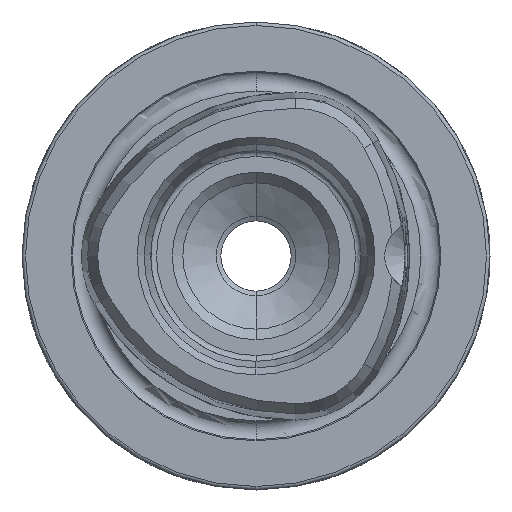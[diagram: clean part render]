
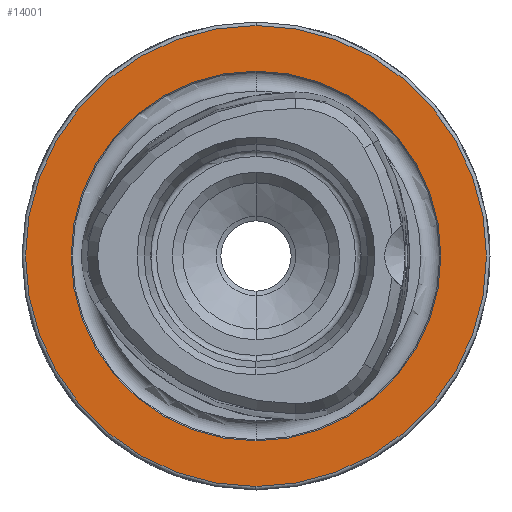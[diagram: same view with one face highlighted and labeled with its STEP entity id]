
A CAD part, left-side view. The second image highlights one B-rep face of the part: STEP entity #14001.
In plain terms, the highlighted planar face has unit normal (-1, 0, 0).
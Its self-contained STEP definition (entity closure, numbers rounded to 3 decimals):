
#122 = DIRECTION ( 'NONE',  ( 0., 0., 1. ) ) ;
#123 = DIRECTION ( 'NONE',  ( -1., 0., 0. ) ) ;
#124 = CARTESIAN_POINT ( 'NONE',  ( 0., 0., 0. ) ) ;
#127 = DIRECTION ( 'NONE',  ( 0., 0., 1. ) ) ;
#128 = DIRECTION ( 'NONE',  ( -1., 0., 0. ) ) ;
#129 = CARTESIAN_POINT ( 'NONE',  ( 0., 0., 0. ) ) ;
#753 = EDGE_LOOP ( 'NONE', ( #3796, #3799 ) ) ;
#2246 = ORIENTED_EDGE ( 'NONE', *, *, #2295, .T. ) ;
#2295 = EDGE_CURVE ( 'NONE', #4165, #4162, #6774, .T. ) ;
#2296 = EDGE_CURVE ( 'NONE', #4159, #4157, #6790, .T. ) ;
#2750 = AXIS2_PLACEMENT_3D ( 'NONE', #129, #128, #127 ) ;
#2751 = AXIS2_PLACEMENT_3D ( 'NONE', #124, #123, #122 ) ;
#2961 = AXIS2_PLACEMENT_3D ( 'NONE', #9149, #9147, #9152 ) ;
#3796 = ORIENTED_EDGE ( 'NONE', *, *, #2296, .F. ) ;
#3799 = ORIENTED_EDGE ( 'NONE', *, *, #14516, .F. ) ;
#3801 = ORIENTED_EDGE ( 'NONE', *, *, #14525, .T. ) ;
#4157 = VERTEX_POINT ( 'NONE', #8274 ) ;
#4159 = VERTEX_POINT ( 'NONE', #8275 ) ;
#4162 = VERTEX_POINT ( 'NONE', #8277 ) ;
#4165 = VERTEX_POINT ( 'NONE', #8278 ) ;
#6774 = CIRCLE ( 'NONE', #2750, 19.7 ) ;
#6790 = CIRCLE ( 'NONE', #2751, 15.8 ) ;
#8274 = CARTESIAN_POINT ( 'NONE',  ( 0., 0., -15.8 ) ) ;
#8275 = CARTESIAN_POINT ( 'NONE',  ( 0., 0., 15.8 ) ) ;
#8277 = CARTESIAN_POINT ( 'NONE',  ( 0., 0., 19.7 ) ) ;
#8278 = CARTESIAN_POINT ( 'NONE',  ( 0., 0., -19.7 ) ) ;
#9147 = DIRECTION ( 'NONE',  ( 1., 0., 0. ) ) ;
#9149 = CARTESIAN_POINT ( 'NONE',  ( 0., 15.8, 0. ) ) ;
#9150 = PLANE ( 'NONE',  #2961 ) ;
#9152 = DIRECTION ( 'NONE',  ( 0., 0., -1. ) ) ;
#10015 = FACE_BOUND ( 'NONE', #753, .T. ) ;
#10020 = FACE_OUTER_BOUND ( 'NONE', #14994, .T. ) ;
#11740 = AXIS2_PLACEMENT_3D ( 'NONE', #13201, #13202, #13203 ) ;
#11743 = AXIS2_PLACEMENT_3D ( 'NONE', #13212, #13213, #13214 ) ;
#12156 = CIRCLE ( 'NONE', #11740, 15.8 ) ;
#12163 = CIRCLE ( 'NONE', #11743, 19.7 ) ;
#13201 = CARTESIAN_POINT ( 'NONE',  ( 0., 0., 0. ) ) ;
#13202 = DIRECTION ( 'NONE',  ( -1., 0., 0. ) ) ;
#13203 = DIRECTION ( 'NONE',  ( 0., 0., 1. ) ) ;
#13212 = CARTESIAN_POINT ( 'NONE',  ( 0., 0., 0. ) ) ;
#13213 = DIRECTION ( 'NONE',  ( -1., 0., 0. ) ) ;
#13214 = DIRECTION ( 'NONE',  ( 0., 0., 1. ) ) ;
#14001 = ADVANCED_FACE ( 'NONE', ( #10015, #10020 ), #9150, .F. ) ;
#14516 = EDGE_CURVE ( 'NONE', #4157, #4159, #12156, .T. ) ;
#14525 = EDGE_CURVE ( 'NONE', #4162, #4165, #12163, .T. ) ;
#14994 = EDGE_LOOP ( 'NONE', ( #3801, #2246 ) ) ;
